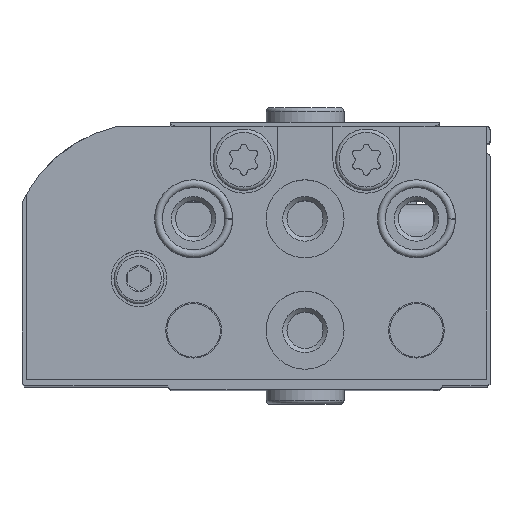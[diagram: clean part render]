
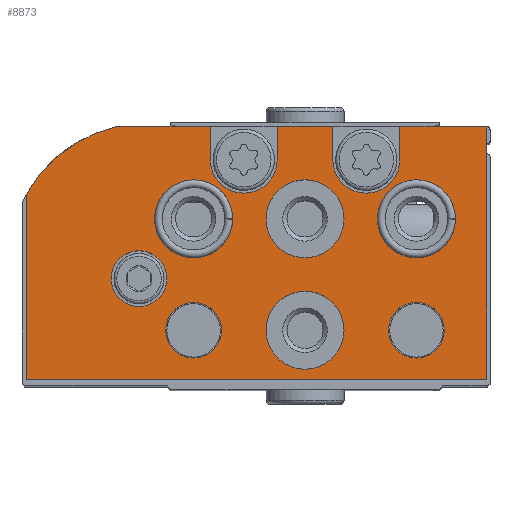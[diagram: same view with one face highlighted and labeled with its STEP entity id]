
A CAD part, top view. The second image highlights one B-rep face of the part: STEP entity #8873.
In plain terms, the highlighted face is planar.
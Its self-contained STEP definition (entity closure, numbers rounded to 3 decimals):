
#901=LINE('',#15221,#1590);
#905=LINE('',#15229,#1594);
#909=LINE('',#15235,#1598);
#912=LINE('',#15255,#1601);
#913=LINE('',#15259,#1602);
#914=LINE('',#15262,#1603);
#915=LINE('',#15264,#1604);
#916=LINE('',#15266,#1605);
#917=LINE('',#15267,#1606);
#918=LINE('',#15271,#1607);
#1590=VECTOR('',#12346,1000.);
#1594=VECTOR('',#12350,1000.);
#1598=VECTOR('',#12354,1000.);
#1601=VECTOR('',#12373,1000.);
#1602=VECTOR('',#12376,1000.);
#1603=VECTOR('',#12379,1000.);
#1604=VECTOR('',#12380,1000.);
#1605=VECTOR('',#12381,1000.);
#1606=VECTOR('',#12382,1000.);
#1607=VECTOR('',#12385,1000.);
#3370=ORIENTED_EDGE('',*,*,#5054,.T.);
#3371=ORIENTED_EDGE('',*,*,#5055,.T.);
#3372=ORIENTED_EDGE('',*,*,#5056,.T.);
#3373=ORIENTED_EDGE('',*,*,#5057,.T.);
#3374=ORIENTED_EDGE('',*,*,#5058,.T.);
#3375=ORIENTED_EDGE('',*,*,#5059,.T.);
#3376=ORIENTED_EDGE('',*,*,#5060,.T.);
#3377=ORIENTED_EDGE('',*,*,#5061,.T.);
#3378=ORIENTED_EDGE('',*,*,#5062,.T.);
#3379=ORIENTED_EDGE('',*,*,#5063,.T.);
#3380=ORIENTED_EDGE('',*,*,#5051,.F.);
#3381=ORIENTED_EDGE('',*,*,#5064,.F.);
#3382=ORIENTED_EDGE('',*,*,#5065,.F.);
#3383=ORIENTED_EDGE('',*,*,#5066,.F.);
#3384=ORIENTED_EDGE('',*,*,#5067,.F.);
#3385=ORIENTED_EDGE('',*,*,#5047,.F.);
#3386=ORIENTED_EDGE('',*,*,#5068,.T.);
#3387=ORIENTED_EDGE('',*,*,#5069,.T.);
#3388=ORIENTED_EDGE('',*,*,#5070,.T.);
#3389=ORIENTED_EDGE('',*,*,#5043,.F.);
#5043=EDGE_CURVE('',#6036,#6037,#901,.T.);
#5047=EDGE_CURVE('',#6040,#6041,#905,.T.);
#5051=EDGE_CURVE('',#6042,#6043,#909,.T.);
#5054=EDGE_CURVE('',#6045,#6045,#6586,.T.);
#5055=EDGE_CURVE('',#6046,#6046,#6587,.T.);
#5056=EDGE_CURVE('',#6047,#6047,#6588,.T.);
#5057=EDGE_CURVE('',#6048,#6048,#6589,.T.);
#5058=EDGE_CURVE('',#6049,#6049,#6590,.T.);
#5059=EDGE_CURVE('',#6050,#6050,#6591,.T.);
#5060=EDGE_CURVE('',#6051,#6051,#6592,.T.);
#5061=EDGE_CURVE('',#6036,#6052,#912,.T.);
#5062=EDGE_CURVE('',#6052,#6053,#6593,.T.);
#5063=EDGE_CURVE('',#6053,#6043,#913,.T.);
#5064=EDGE_CURVE('',#6054,#6042,#6594,.T.);
#5065=EDGE_CURVE('',#6055,#6054,#914,.T.);
#5066=EDGE_CURVE('',#6056,#6055,#915,.T.);
#5067=EDGE_CURVE('',#6041,#6056,#916,.T.);
#5068=EDGE_CURVE('',#6040,#6057,#917,.T.);
#5069=EDGE_CURVE('',#6057,#6058,#6595,.T.);
#5070=EDGE_CURVE('',#6058,#6037,#918,.T.);
#6036=VERTEX_POINT('',#15220);
#6037=VERTEX_POINT('',#15222);
#6040=VERTEX_POINT('',#15228);
#6041=VERTEX_POINT('',#15230);
#6042=VERTEX_POINT('',#15234);
#6043=VERTEX_POINT('',#15236);
#6045=VERTEX_POINT('',#15242);
#6046=VERTEX_POINT('',#15244);
#6047=VERTEX_POINT('',#15246);
#6048=VERTEX_POINT('',#15248);
#6049=VERTEX_POINT('',#15250);
#6050=VERTEX_POINT('',#15252);
#6051=VERTEX_POINT('',#15254);
#6052=VERTEX_POINT('',#15256);
#6053=VERTEX_POINT('',#15258);
#6054=VERTEX_POINT('',#15261);
#6055=VERTEX_POINT('',#15263);
#6056=VERTEX_POINT('',#15265);
#6057=VERTEX_POINT('',#15268);
#6058=VERTEX_POINT('',#15270);
#6586=CIRCLE('',#10181,2.5);
#6587=CIRCLE('',#10182,3.5);
#6588=CIRCLE('',#10183,3.5);
#6589=CIRCLE('',#10184,3.5);
#6590=CIRCLE('',#10185,3.5);
#6591=CIRCLE('',#10186,2.5);
#6592=CIRCLE('',#10187,2.5);
#6593=CIRCLE('',#10188,3.);
#6594=CIRCLE('',#10189,12.5);
#6595=CIRCLE('',#10190,3.);
#7212=EDGE_LOOP('',(#3370));
#7213=EDGE_LOOP('',(#3371));
#7214=EDGE_LOOP('',(#3372));
#7215=EDGE_LOOP('',(#3373));
#7216=EDGE_LOOP('',(#3374));
#7217=EDGE_LOOP('',(#3375));
#7218=EDGE_LOOP('',(#3376));
#7219=EDGE_LOOP('',(#3377,#3378,#3379,#3380,#3381,#3382,#3383,#3384,#3385,
#3386,#3387,#3388,#3389));
#7972=FACE_BOUND('',#7212,.T.);
#7973=FACE_BOUND('',#7213,.T.);
#7974=FACE_BOUND('',#7214,.T.);
#7975=FACE_BOUND('',#7215,.T.);
#7976=FACE_BOUND('',#7216,.T.);
#7977=FACE_BOUND('',#7217,.T.);
#7978=FACE_BOUND('',#7218,.T.);
#7979=FACE_BOUND('',#7219,.T.);
#8456=PLANE('',#10180);
#8873=ADVANCED_FACE('',(#7972,#7973,#7974,#7975,#7976,#7977,#7978,#7979),
#8456,.F.);
#10180=AXIS2_PLACEMENT_3D('',#15240,#12357,#12358);
#10181=AXIS2_PLACEMENT_3D('',#15241,#12359,#12360);
#10182=AXIS2_PLACEMENT_3D('',#15243,#12361,#12362);
#10183=AXIS2_PLACEMENT_3D('',#15245,#12363,#12364);
#10184=AXIS2_PLACEMENT_3D('',#15247,#12365,#12366);
#10185=AXIS2_PLACEMENT_3D('',#15249,#12367,#12368);
#10186=AXIS2_PLACEMENT_3D('',#15251,#12369,#12370);
#10187=AXIS2_PLACEMENT_3D('',#15253,#12371,#12372);
#10188=AXIS2_PLACEMENT_3D('',#15257,#12374,#12375);
#10189=AXIS2_PLACEMENT_3D('',#15260,#12377,#12378);
#10190=AXIS2_PLACEMENT_3D('',#15269,#12383,#12384);
#12346=DIRECTION('',(-1.,0.,0.));
#12350=DIRECTION('',(-1.,0.,0.));
#12354=DIRECTION('',(-1.,0.,0.));
#12357=DIRECTION('',(0.,0.,1.));
#12358=DIRECTION('',(1.,0.,0.));
#12359=DIRECTION('',(0.,0.,1.));
#12360=DIRECTION('',(1.,0.,0.));
#12361=DIRECTION('',(0.,0.,1.));
#12362=DIRECTION('',(1.,0.,0.));
#12363=DIRECTION('',(0.,0.,1.));
#12364=DIRECTION('',(1.,0.,0.));
#12365=DIRECTION('',(0.,0.,1.));
#12366=DIRECTION('',(1.,0.,0.));
#12367=DIRECTION('',(0.,0.,1.));
#12368=DIRECTION('',(1.,0.,0.));
#12369=DIRECTION('',(0.,0.,1.));
#12370=DIRECTION('',(1.,0.,0.));
#12371=DIRECTION('',(0.,0.,1.));
#12372=DIRECTION('',(1.,0.,0.));
#12373=DIRECTION('',(0.,-1.,0.));
#12374=DIRECTION('',(0.,0.,1.));
#12375=DIRECTION('',(1.,0.,0.));
#12376=DIRECTION('',(0.,1.,0.));
#12377=DIRECTION('',(0.,0.,1.));
#12378=DIRECTION('',(1.,0.,0.));
#12379=DIRECTION('',(0.,1.,0.));
#12380=DIRECTION('',(1.,0.,0.));
#12381=DIRECTION('',(0.,-1.,0.));
#12382=DIRECTION('',(0.,-1.,0.));
#12383=DIRECTION('',(0.,0.,1.));
#12384=DIRECTION('',(1.,0.,0.));
#12385=DIRECTION('',(0.,1.,0.));
#15220=CARTESIAN_POINT('',(18.8,22.7,0.));
#15221=CARTESIAN_POINT('',(33.122,22.7,0.));
#15222=CARTESIAN_POINT('',(13.8,22.7,0.));
#15228=CARTESIAN_POINT('',(7.8,22.7,0.));
#15229=CARTESIAN_POINT('',(33.122,22.7,0.));
#15230=CARTESIAN_POINT('',(0.,22.7,0.));
#15234=CARTESIAN_POINT('',(33.122,22.7,0.));
#15235=CARTESIAN_POINT('',(33.122,22.7,0.));
#15236=CARTESIAN_POINT('',(24.8,22.7,0.));
#15240=CARTESIAN_POINT('',(30.4,10.5,0.));
#15241=CARTESIAN_POINT('',(31.2,9.03,0.));
#15242=CARTESIAN_POINT('',(33.7,9.03,0.));
#15243=CARTESIAN_POINT('',(26.3,14.4,0.));
#15244=CARTESIAN_POINT('',(29.8,14.4,0.));
#15245=CARTESIAN_POINT('',(16.3,14.4,0.));
#15246=CARTESIAN_POINT('',(19.8,14.4,0.));
#15247=CARTESIAN_POINT('',(6.3,14.4,0.));
#15248=CARTESIAN_POINT('',(9.8,14.4,0.));
#15249=CARTESIAN_POINT('',(16.3,4.4,0.));
#15250=CARTESIAN_POINT('',(19.8,4.4,0.));
#15251=CARTESIAN_POINT('',(26.3,4.4,0.));
#15252=CARTESIAN_POINT('',(28.8,4.4,0.));
#15253=CARTESIAN_POINT('',(6.3,4.4,0.));
#15254=CARTESIAN_POINT('',(8.8,4.4,0.));
#15255=CARTESIAN_POINT('',(18.8,22.7,0.));
#15256=CARTESIAN_POINT('',(18.8,19.7,0.));
#15257=CARTESIAN_POINT('',(21.8,19.7,0.));
#15258=CARTESIAN_POINT('',(24.8,19.7,0.));
#15259=CARTESIAN_POINT('',(24.8,19.7,0.));
#15260=CARTESIAN_POINT('',(30.4,10.5,0.));
#15261=CARTESIAN_POINT('',(41.3,16.619,0.));
#15262=CARTESIAN_POINT('',(41.3,0.,0.));
#15263=CARTESIAN_POINT('',(41.3,0.,0.));
#15264=CARTESIAN_POINT('',(0.,0.,0.));
#15265=CARTESIAN_POINT('',(0.,0.,0.));
#15266=CARTESIAN_POINT('',(0.,22.7,0.));
#15267=CARTESIAN_POINT('',(7.8,22.7,0.));
#15268=CARTESIAN_POINT('',(7.8,19.7,0.));
#15269=CARTESIAN_POINT('',(10.8,19.7,0.));
#15270=CARTESIAN_POINT('',(13.8,19.7,0.));
#15271=CARTESIAN_POINT('',(13.8,19.7,0.));
